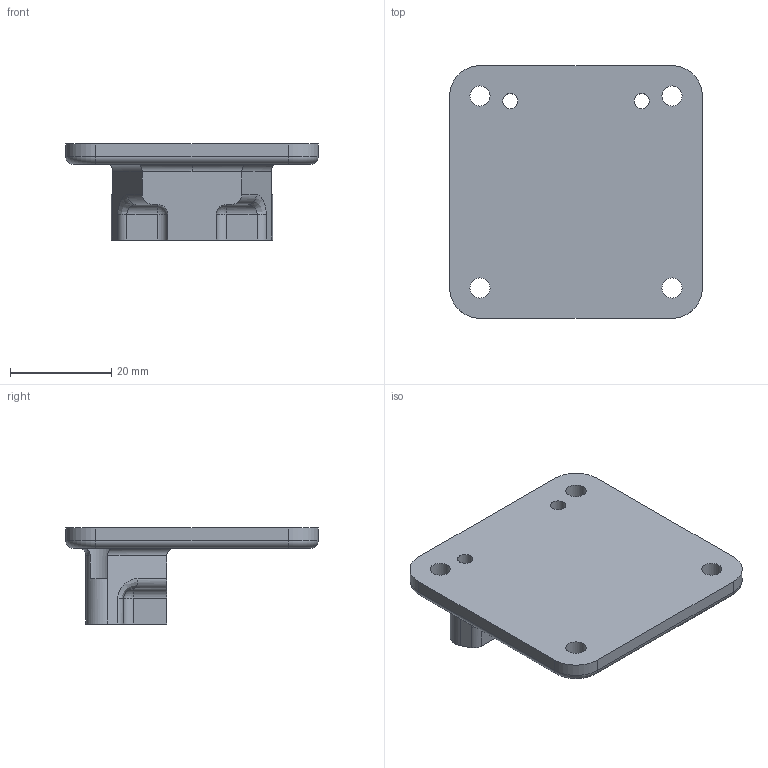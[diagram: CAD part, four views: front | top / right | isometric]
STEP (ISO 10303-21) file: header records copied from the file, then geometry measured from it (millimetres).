
FILE_DESCRIPTION(('FreeCAD Model'),'2;1');
FILE_NAME('Open CASCADE Shape Model','2023-11-30T15:59:19',(''),(''), 'Open CASCADE STEP processor 7.6','FreeCAD','Unknown');
FILE_SCHEMA(('AUTOMOTIVE_DESIGN { 1 0 10303 214 1 1 1 1 }'));
Length unit declared in the file: millimetre
Products named in the file (1): Тело
Bounding box: 50 x 50 x 19 mm (x, y, z)
Volume: 14824 mm3; surface area: 7287.4 mm2
Topology: 1 solids, 1 shells, 77 faces, 195 edges, 119 vertices
Faces by surface type: cylinder 37, plane 28, torus 8, bspline 2, sphere 2
Full cylindrical faces by diameter (mm): 3 x4, 4 x4, 8 x1
Entity records: 5430 total; most frequent: CARTESIAN_POINT 1535, DIRECTION 750, ORIENTED_EDGE 386, PCURVE 386, DEFINITIONAL_REPRESENTATION 386, LINE 384, VECTOR 384, EDGE_CURVE 193
